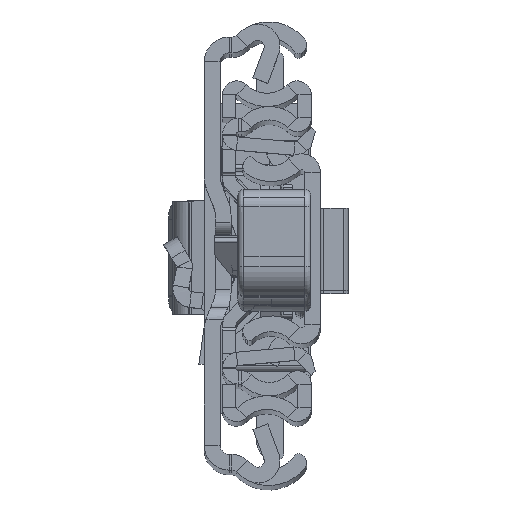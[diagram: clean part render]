
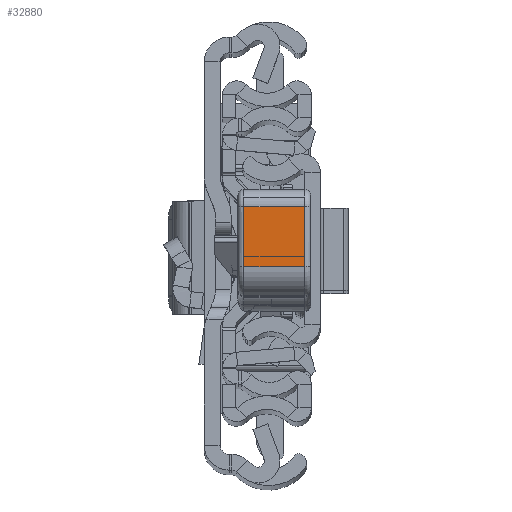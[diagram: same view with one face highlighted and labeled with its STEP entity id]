
A CAD part, top view. The second image highlights one B-rep face of the part: STEP entity #32880.
In plain terms, the highlighted face is planar.
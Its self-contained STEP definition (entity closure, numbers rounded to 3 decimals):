
#2287 = EDGE_CURVE ( 'NONE', #4293, #13352, #28526, .T. ) ;
#4293 = VERTEX_POINT ( 'NONE', #29344 ) ;
#5110 = DIRECTION ( 'NONE',  ( -0.027, -1., 0. ) ) ;
#7792 = EDGE_LOOP ( 'NONE', ( #13391, #20222, #17134, #15633 ) ) ;
#9148 = DIRECTION ( 'NONE',  ( -0.027, -1., 0. ) ) ;
#10150 = EDGE_CURVE ( 'NONE', #31355, #12814, #33004, .T. ) ;
#10686 = FACE_OUTER_BOUND ( 'NONE', #7792, .T. ) ;
#12639 = CARTESIAN_POINT ( 'NONE',  ( 39.55, -12.274, -10. ) ) ;
#12814 = VERTEX_POINT ( 'NONE', #31316 ) ;
#13352 = VERTEX_POINT ( 'NONE', #29194 ) ;
#13391 = ORIENTED_EDGE ( 'NONE', *, *, #10150, .F. ) ;
#14359 = VECTOR ( 'NONE', #15815, 1000. ) ;
#15633 = ORIENTED_EDGE ( 'NONE', *, *, #20987, .F. ) ;
#15815 = DIRECTION ( 'NONE',  ( 0., 0., 1. ) ) ;
#17025 = VECTOR ( 'NONE', #26653, 1000. ) ;
#17034 = VECTOR ( 'NONE', #9148, 1000. ) ;
#17134 = ORIENTED_EDGE ( 'NONE', *, *, #2287, .F. ) ;
#17305 = CARTESIAN_POINT ( 'NONE',  ( 39.818, -2.465, -11. ) ) ;
#17669 = EDGE_CURVE ( 'NONE', #13352, #31355, #35510, .T. ) ;
#17679 = CARTESIAN_POINT ( 'NONE',  ( 39.55, -12.274, 0. ) ) ;
#20222 = ORIENTED_EDGE ( 'NONE', *, *, #17669, .F. ) ;
#20987 = EDGE_CURVE ( 'NONE', #12814, #4293, #34691, .T. ) ;
#23382 = CARTESIAN_POINT ( 'NONE',  ( 39.55, -12.274, -10. ) ) ;
#23693 = CARTESIAN_POINT ( 'NONE',  ( 39.55, -12.274, -11. ) ) ;
#24867 = AXIS2_PLACEMENT_3D ( 'NONE', #28468, #30694, #5110 ) ;
#25151 = VECTOR ( 'NONE', #26455, 1000. ) ;
#26455 = DIRECTION ( 'NONE',  ( 0.027, 1., 0. ) ) ;
#26653 = DIRECTION ( 'NONE',  ( 0., 0., -1. ) ) ;
#28263 = PLANE ( 'NONE',  #24867 ) ;
#28468 = CARTESIAN_POINT ( 'NONE',  ( 39.55, -12.274, -11. ) ) ;
#28526 = LINE ( 'NONE', #17305, #17025 ) ;
#29194 = CARTESIAN_POINT ( 'NONE',  ( 39.818, -2.465, -10. ) ) ;
#29344 = CARTESIAN_POINT ( 'NONE',  ( 39.818, -2.465, 0. ) ) ;
#30694 = DIRECTION ( 'NONE',  ( -1., 0.027, 0. ) ) ;
#31316 = CARTESIAN_POINT ( 'NONE',  ( 39.55, -12.274, 0. ) ) ;
#31355 = VERTEX_POINT ( 'NONE', #12639 ) ;
#32880 = ADVANCED_FACE ( 'NONE', ( #10686 ), #28263, .F. ) ;
#33004 = LINE ( 'NONE', #23693, #14359 ) ;
#34691 = LINE ( 'NONE', #17679, #25151 ) ;
#35510 = LINE ( 'NONE', #23382, #17034 ) ;
